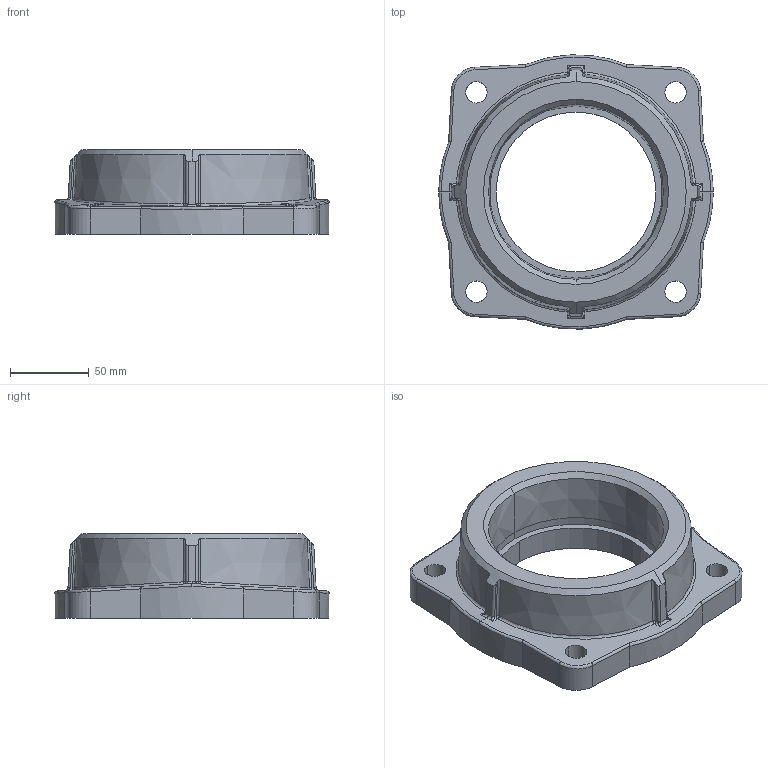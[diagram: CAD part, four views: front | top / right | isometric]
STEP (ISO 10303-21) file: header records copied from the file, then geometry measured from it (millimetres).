
FILE_DESCRIPTION((''),'2;1');
FILE_NAME('C20418','2012-01-27T',('jdetw'),(''),'PRO/ENGINEER BY PARAMETRIC TECHNOLOGY CORPORATION, 2011180','PRO/ENGINEER BY PARAMETRIC TECHNOLOGY CORPORATION, 2011180','');
FILE_SCHEMA(('CONFIG_CONTROL_DESIGN'));
Length unit declared in the file: inch
Products named in the file (1): C20418
Bounding box: 174.62 x 174.53 x 53.98 mm (x, y, z)
Volume: 605883.6 mm3; surface area: 82591.5 mm2
Topology: 1 solids, 1 shells, 127 faces, 301 edges, 177 vertices
Faces by surface type: cylinder 50, bspline 35, plane 25, cone 10, sphere 7
Entity records: 5539 total; most frequent: CARTESIAN_POINT 2924, ORIENTED_EDGE 602, DIRECTION 426, EDGE_CURVE 301, VERTEX_POINT 177, AXIS2_PLACEMENT_3D 161, EDGE_LOOP 138, B_SPLINE_CURVE_WITH_KNOTS 128
